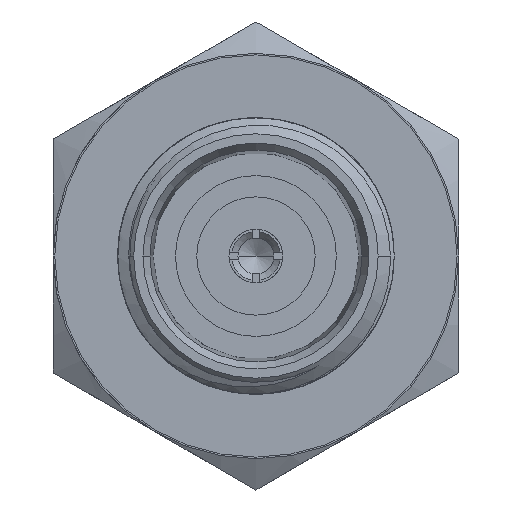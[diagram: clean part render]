
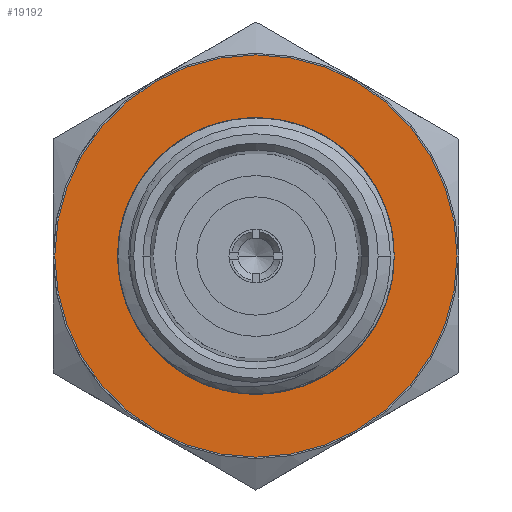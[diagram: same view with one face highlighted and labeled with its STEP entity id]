
A CAD part, left-side view. The second image highlights one B-rep face of the part: STEP entity #19192.
In plain terms, the highlighted planar face has unit normal (-1, 0, 0).
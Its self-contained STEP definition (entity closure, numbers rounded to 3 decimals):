
#6206=CARTESIAN_POINT('',(10.795,0.,0.));
#6207=DIRECTION('',(1.,0.,0.));
#6208=DIRECTION('',(0.,1.,0.));
#6209=AXIS2_PLACEMENT_3D('',#6206,#6207,#6208);
#6216=CARTESIAN_POINT('',(10.795,0.,0.));
#6217=DIRECTION('',(1.,0.,0.));
#6218=DIRECTION('',(0.,-1.,0.));
#6219=AXIS2_PLACEMENT_3D('',#6216,#6217,#6218);
#6234=CARTESIAN_POINT('',(10.795,0.,0.));
#6235=DIRECTION('',(1.,0.,0.));
#6236=DIRECTION('',(0.,1.,0.));
#6237=AXIS2_PLACEMENT_3D('',#6234,#6235,#6236);
#6244=CARTESIAN_POINT('',(10.795,0.,0.));
#6245=DIRECTION('',(1.,0.,0.));
#6246=DIRECTION('',(0.,-1.,0.));
#6247=AXIS2_PLACEMENT_3D('',#6244,#6245,#6246);
#9133=CARTESIAN_POINT('',(10.795,7.94,0.));
#9134=CARTESIAN_POINT('',(10.795,-7.94,0.));
#9135=VERTEX_POINT('',#9133);
#9136=VERTEX_POINT('',#9134);
#9275=CARTESIAN_POINT('',(10.795,4.825,0.));
#9276=CARTESIAN_POINT('',(10.795,-4.825,0.));
#9277=VERTEX_POINT('',#9275);
#9278=VERTEX_POINT('',#9276);
#19176=CARTESIAN_POINT('',(10.795,0.,0.));
#19177=DIRECTION('',(1.,0.,0.));
#19178=DIRECTION('',(0.,-1.,0.));
#19179=AXIS2_PLACEMENT_3D('',#19176,#19177,#19178);
#19180=PLANE('',#19179);
#19181=ORIENTED_EDGE('',*,*,#19166,.T.);
#19183=ORIENTED_EDGE('',*,*,#19182,.T.);
#19184=EDGE_LOOP('',(#19181,#19183));
#19185=FACE_OUTER_BOUND('',#19184,.F.);
#19187=ORIENTED_EDGE('',*,*,#19186,.F.);
#19189=ORIENTED_EDGE('',*,*,#19188,.F.);
#19190=EDGE_LOOP('',(#19187,#19189));
#19191=FACE_BOUND('',#19190,.F.);
#19192=ADVANCED_FACE('',(#19185,#19191),#19180,.F.);
#6210=CIRCLE('',#6209,7.94);
#6220=CIRCLE('',#6219,7.94);
#6238=CIRCLE('',#6237,4.825);
#6248=CIRCLE('',#6247,4.825);
#19166=EDGE_CURVE('',#9135,#9136,#6210,.T.);
#19182=EDGE_CURVE('',#9136,#9135,#6220,.T.);
#19186=EDGE_CURVE('',#9277,#9278,#6238,.T.);
#19188=EDGE_CURVE('',#9278,#9277,#6248,.T.);
